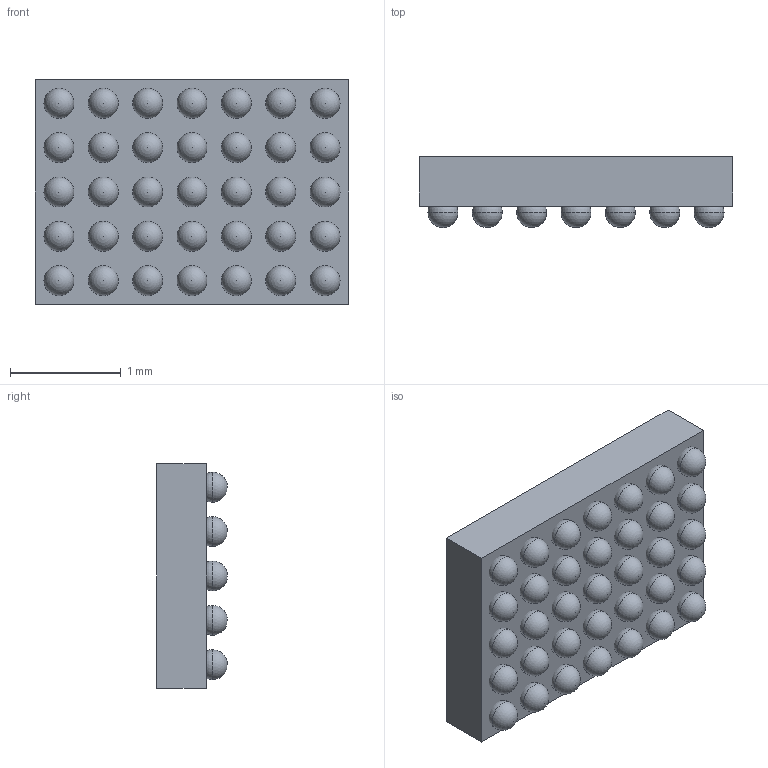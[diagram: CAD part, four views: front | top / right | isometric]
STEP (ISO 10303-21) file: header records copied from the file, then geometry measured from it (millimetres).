
FILE_DESCRIPTION (( 'STEP AP214' ), '1' );
FILE_NAME ('MAXIM_W352A2+1.STEP', '2023-01-10T02:26:28', ( '' ), ( '' ), 'SwSTEP 2.0', 'SolidWorks 2023', '' );
FILE_SCHEMA (( 'AUTOMOTIVE_DESIGN' ));
Length unit declared in the file: millimetre
Products named in the file (1): MAXIM_W352A2+1
Bounding box: 2.83 x 0.64 x 2.03 mm (x, y, z)
Volume: 2.9 mm3; surface area: 23.9 mm2
Topology: 36 solids, 36 shells, 89 faces, 293 edges, 207 vertices
Faces by surface type: sphere 70, plane 19
Entity records: 3279 total; most frequent: DIRECTION 368, CARTESIAN_POINT 310, ORIENTED_EDGE 236, AXIS2_PLACEMENT_3D 160, UNCERTAINTY_MEASURE_WITH_UNIT 126, PRESENTATION_STYLE_ASSIGNMENT 125, STYLED_ITEM 125, COLOUR_RGB 125
